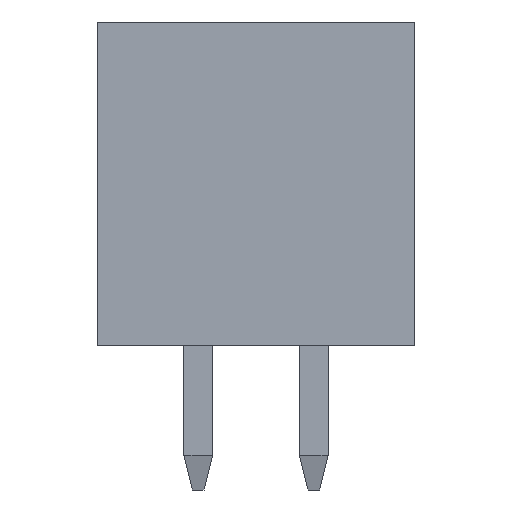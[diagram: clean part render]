
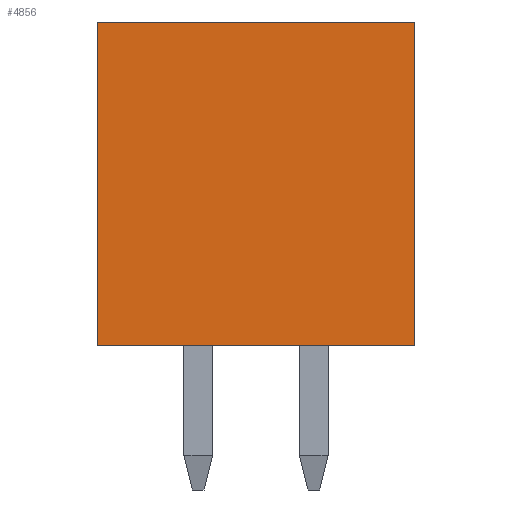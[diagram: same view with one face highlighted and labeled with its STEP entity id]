
A CAD part, left-side view. The second image highlights one B-rep face of the part: STEP entity #4856.
In plain terms, the highlighted planar face has unit normal (-1, 0, 0).
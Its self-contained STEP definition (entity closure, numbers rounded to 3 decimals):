
#785=ORIENTED_EDGE('',*,*,#1823,.F.);
#786=ORIENTED_EDGE('',*,*,#1515,.F.);
#787=ORIENTED_EDGE('',*,*,#1568,.T.);
#788=ORIENTED_EDGE('',*,*,#1962,.T.);
#1515=EDGE_CURVE('',#2199,#2200,#2651,.T.);
#1568=EDGE_CURVE('',#2199,#2251,#2704,.T.);
#1823=EDGE_CURVE('',#2200,#2449,#2959,.T.);
#1962=EDGE_CURVE('',#2251,#2449,#3098,.T.);
#2199=VERTEX_POINT('',#6579);
#2200=VERTEX_POINT('',#6581);
#2251=VERTEX_POINT('',#6685);
#2449=VERTEX_POINT('',#7177);
#2651=LINE('',#6580,#3335);
#2704=LINE('',#6686,#3388);
#2959=LINE('',#7176,#3643);
#3098=LINE('',#7453,#3782);
#3335=VECTOR('',#5338,1000.);
#3388=VECTOR('',#5393,1000.);
#3643=VECTOR('',#5724,1000.);
#3782=VECTOR('',#5953,1000.);
#4084=EDGE_LOOP('',(#785,#786,#787,#788));
#4362=FACE_BOUND('',#4084,.T.);
#4619=PLANE('',#5120);
#4856=ADVANCED_FACE('',(#4362),#4619,.T.);
#5120=AXIS2_PLACEMENT_3D('',#7461,#5958,#5959);
#5338=DIRECTION('',(0.,1.,0.));
#5393=DIRECTION('',(0.,0.,1.));
#5724=DIRECTION('',(0.,0.,1.));
#5953=DIRECTION('',(0.,1.,0.));
#5958=DIRECTION('',(-1.,0.,0.));
#5959=DIRECTION('',(0.,0.,1.));
#6579=CARTESIAN_POINT('',(-13.6,-2.75,-2.8));
#6580=CARTESIAN_POINT('',(-13.6,-2.75,-2.8));
#6581=CARTESIAN_POINT('',(-13.6,2.75,-2.8));
#6685=CARTESIAN_POINT('',(-13.6,-2.75,2.8));
#6686=CARTESIAN_POINT('',(-13.6,-2.75,-2.8));
#7176=CARTESIAN_POINT('',(-13.6,2.75,-2.8));
#7177=CARTESIAN_POINT('',(-13.6,2.75,2.8));
#7453=CARTESIAN_POINT('',(-13.6,-2.75,2.8));
#7461=CARTESIAN_POINT('',(-13.6,-2.75,-2.8));
